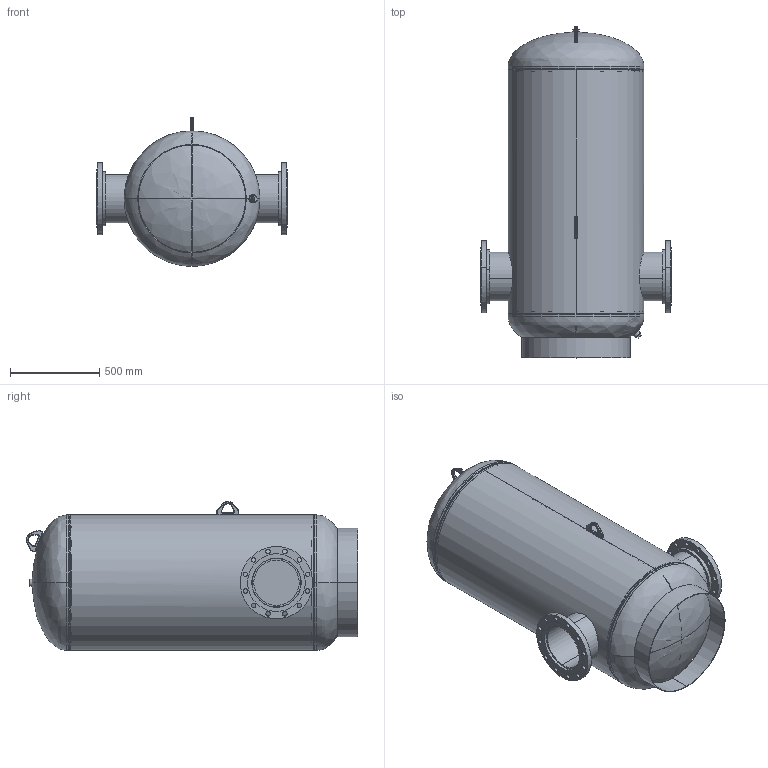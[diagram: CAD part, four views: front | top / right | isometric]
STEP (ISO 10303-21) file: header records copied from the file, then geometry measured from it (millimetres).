
FILE_DESCRIPTION (( 'STEP AP203' ), '1' );
FILE_NAME ('CBT-200-10F.STEP', '2021-03-26T12:49:28', ( '' ), ( '' ), 'SwSTEP 2.0', 'SolidWorks 2021', '' );
FILE_SCHEMA (( 'CONFIG_CONTROL_DESIGN' ));
Length unit declared in the file: inch
Products named in the file (13): 9200190; 9400542; PLUGS_9500150; 99Q0512; 9500050; 9461110; 99B0577; 55K0266; CBT-200-10F; 9500040; 9301130_7; 9455030
Assembly tree (26 placements, depth 2):
  CBT-200-10F
    99B0577
    9200190
    9200190
    9301130_7  x2
    9461110  x2
    9500040
    9500050
    PLUGS_9500150
    9455030
    55K0266  x12
    9400542  x2
    99Q0512
Bounding box: 1066.8 x 1863.11 x 836.93 mm (x, y, z)
Volume: 28974348.6 mm3; surface area: 12684195.7 mm2
Topology: 26 solids, 26 shells, 407 faces, 932 edges, 578 vertices
Faces by surface type: cylinder 179, plane 140, torus 56, bspline 16, cone 16
Entity records: 13864 total; most frequent: CARTESIAN_POINT 6470, DIRECTION 1286, ORIENTED_EDGE 1096, EDGE_CURVE 548, AXIS2_PLACEMENT_3D 536, VERTEX_POINT 338, CIRCLE 286, EDGE_LOOP 282
